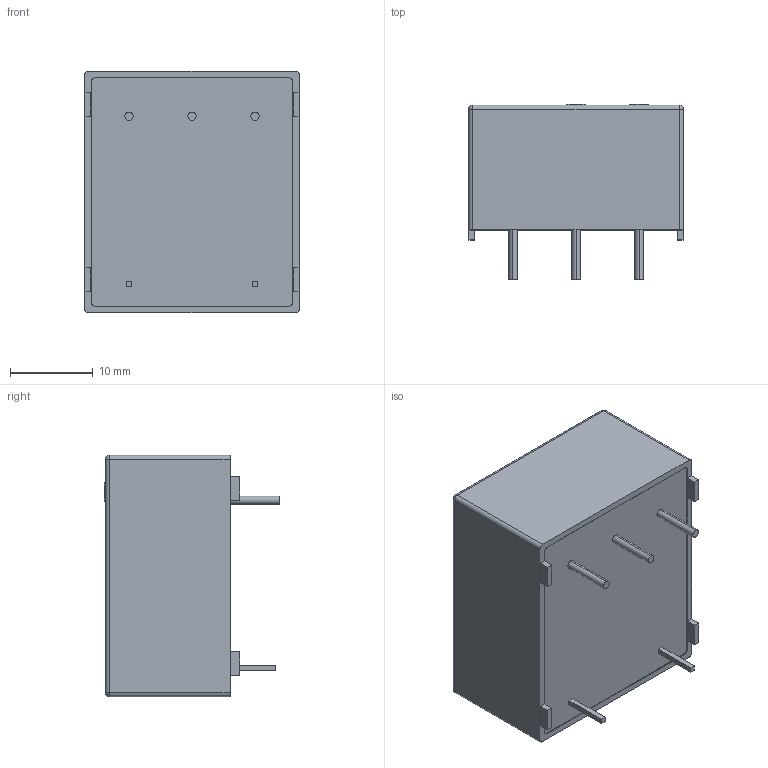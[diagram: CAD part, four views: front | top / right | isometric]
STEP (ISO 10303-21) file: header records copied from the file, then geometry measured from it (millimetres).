
FILE_DESCRIPTION (( 'STEP AP214' ), '1' );
FILE_NAME ('LV 25-P.STEP', '2020-03-24T19:18:27', ( '' ), ( '' ), 'SwSTEP 2.0', 'SolidWorks 2017', '' );
FILE_SCHEMA (( 'AUTOMOTIVE_DESIGN' ));
Length unit declared in the file: millimetre
Products named in the file (1): LV 25-P
Bounding box: 26 x 21.2 x 29.2 mm (x, y, z)
Volume: 11416.4 mm3; surface area: 4654 mm2
Topology: 7 solids, 7 shells, 99 faces, 226 edges, 144 vertices
Faces by surface type: plane 73, cylinder 22, sphere 4
Entity records: 2812 total; most frequent: CARTESIAN_POINT 466, DIRECTION 466, ORIENTED_EDGE 444, EDGE_CURVE 222, LINE 178, VECTOR 178, AXIS2_PLACEMENT_3D 144, VERTEX_POINT 144
